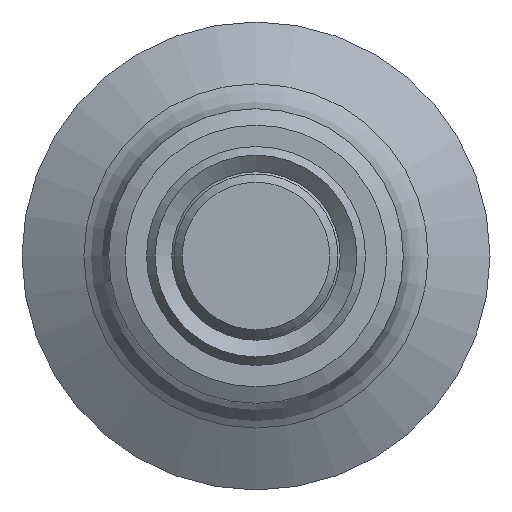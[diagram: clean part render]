
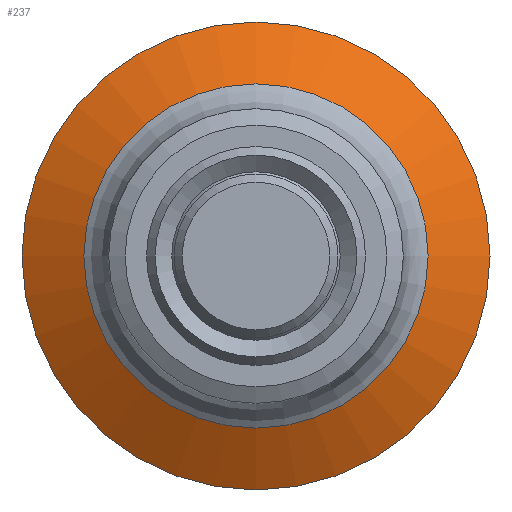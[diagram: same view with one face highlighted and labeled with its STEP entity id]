
A CAD part, left-side view. The second image highlights one B-rep face of the part: STEP entity #237.
In plain terms, the highlighted conical face has half-angle 60 degrees and reference radius 12.211 mm.
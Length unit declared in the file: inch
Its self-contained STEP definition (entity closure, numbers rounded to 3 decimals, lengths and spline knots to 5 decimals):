
#29=CONICAL_SURFACE('',#273,0.48075,60.);
#44=FACE_BOUND('',#97,.T.);
#64=FACE_OUTER_BOUND('',#96,.T.);
#96=EDGE_LOOP('',(#188));
#97=EDGE_LOOP('',(#189));
#120=CIRCLE('',#270,0.434);
#122=CIRCLE('',#274,0.59);
#138=VERTEX_POINT('',#399);
#140=VERTEX_POINT('',#405);
#156=EDGE_CURVE('',#138,#138,#120,.T.);
#158=EDGE_CURVE('',#140,#140,#122,.T.);
#188=ORIENTED_EDGE('',*,*,#158,.F.);
#189=ORIENTED_EDGE('',*,*,#156,.F.);
#237=ADVANCED_FACE('',(#64,#44),#29,.T.);
#270=AXIS2_PLACEMENT_3D('',#400,#335,#336);
#273=AXIS2_PLACEMENT_3D('',#404,#341,#342);
#274=AXIS2_PLACEMENT_3D('',#406,#343,#344);
#335=DIRECTION('center_axis',(-1.,0.,0.));
#336=DIRECTION('ref_axis',(0.,1.,0.));
#341=DIRECTION('center_axis',(1.,0.,0.));
#342=DIRECTION('ref_axis',(0.,-1.,0.));
#343=DIRECTION('center_axis',(1.,0.,0.));
#344=DIRECTION('ref_axis',(0.,-1.,0.));
#399=CARTESIAN_POINT('',(-0.29892,-0.434,0.));
#400=CARTESIAN_POINT('Origin',(-0.29892,0.,
0.));
#404=CARTESIAN_POINT('Origin',(-0.27192,0.,0.));
#405=CARTESIAN_POINT('',(-0.20885,-0.59,0.));
#406=CARTESIAN_POINT('Origin',(-0.20885,0.,0.));
